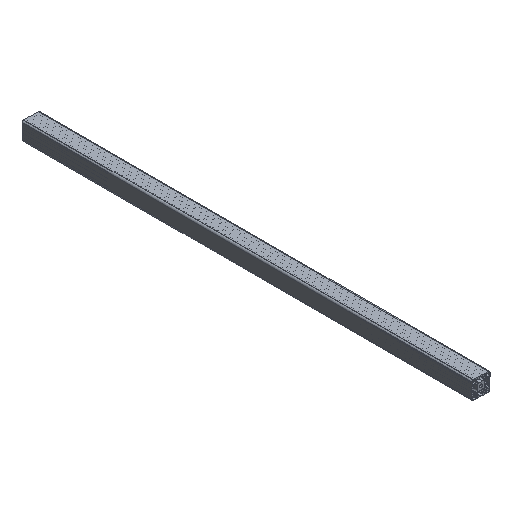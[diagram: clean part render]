
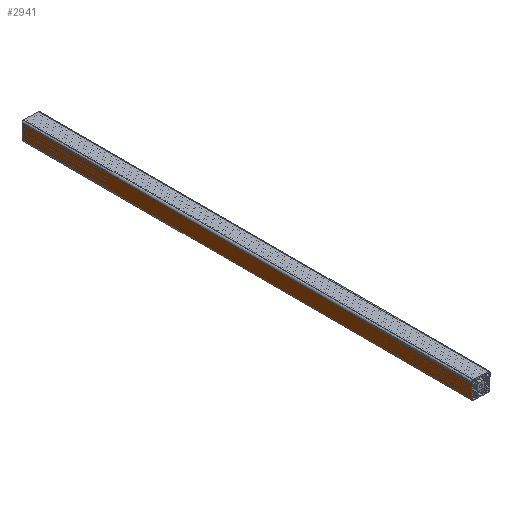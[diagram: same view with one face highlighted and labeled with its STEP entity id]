
A CAD part, isometric view. The second image highlights one B-rep face of the part: STEP entity #2941.
In plain terms, the highlighted planar face has unit normal (-1, 0, 0).
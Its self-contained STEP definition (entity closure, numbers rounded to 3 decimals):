
#100=PLANE('',#3240);
#245=FACE_OUTER_BOUND('',#393,.T.);
#393=EDGE_LOOP('',(#2417,#2418,#2419,#2420));
#689=LINE('',#4982,#969);
#690=LINE('',#4985,#970);
#691=LINE('',#4987,#971);
#692=LINE('',#4988,#972);
#969=VECTOR('',#4106,1000.);
#970=VECTOR('',#4109,32.);
#971=VECTOR('',#4110,32.);
#972=VECTOR('',#4111,1000.);
#1413=VERTEX_POINT('',#4978);
#1414=VERTEX_POINT('',#4980);
#1415=VERTEX_POINT('',#4984);
#1416=VERTEX_POINT('',#4986);
#1843=EDGE_CURVE('',#1413,#1414,#689,.T.);
#1844=EDGE_CURVE('',#1415,#1413,#690,.T.);
#1845=EDGE_CURVE('',#1416,#1414,#691,.T.);
#1846=EDGE_CURVE('',#1415,#1416,#692,.T.);
#2417=ORIENTED_EDGE('',*,*,#1844,.T.);
#2418=ORIENTED_EDGE('',*,*,#1843,.T.);
#2419=ORIENTED_EDGE('',*,*,#1845,.F.);
#2420=ORIENTED_EDGE('',*,*,#1846,.F.);
#2941=ADVANCED_FACE('',(#245),#100,.T.);
#3240=AXIS2_PLACEMENT_3D('',#4983,#4107,#4108);
#4106=DIRECTION('',(0.,1.,0.));
#4107=DIRECTION('center_axis',(-1.,0.,0.));
#4108=DIRECTION('ref_axis',(0.,0.,1.));
#4109=DIRECTION('',(0.,0.,1.));
#4110=DIRECTION('',(0.,0.,1.));
#4111=DIRECTION('',(0.,1.,0.));
#4978=CARTESIAN_POINT('',(-20.,0.,16.));
#4980=CARTESIAN_POINT('',(-20.,1000.,16.));
#4982=CARTESIAN_POINT('',(-20.,0.,16.));
#4983=CARTESIAN_POINT('Origin',(-20.,0.,-16.));
#4984=CARTESIAN_POINT('',(-20.,0.,-16.));
#4985=CARTESIAN_POINT('',(-20.,0.,-16.));
#4986=CARTESIAN_POINT('',(-20.,1000.,-16.));
#4987=CARTESIAN_POINT('',(-20.,1000.,-16.));
#4988=CARTESIAN_POINT('',(-20.,0.,-16.));
